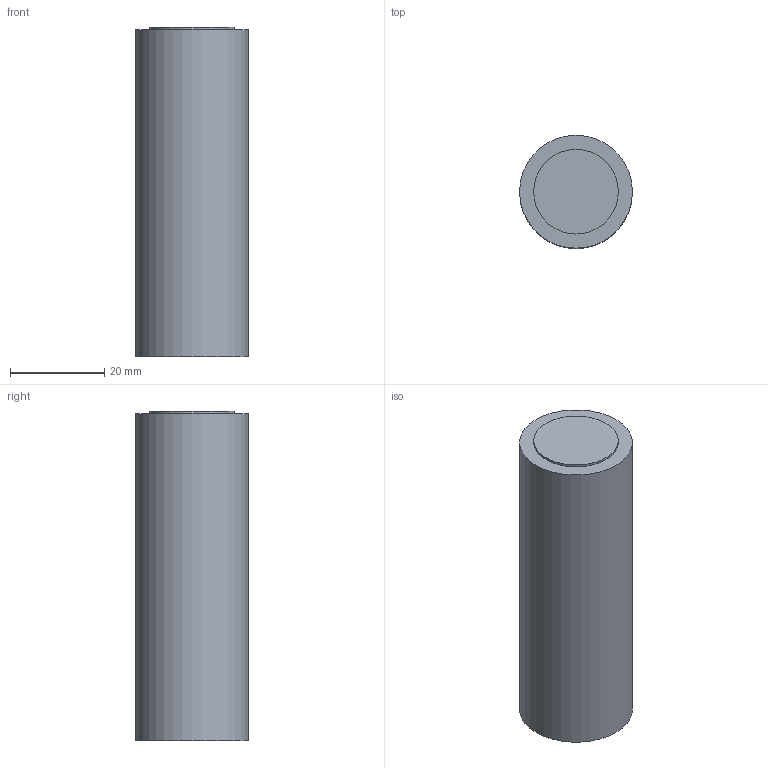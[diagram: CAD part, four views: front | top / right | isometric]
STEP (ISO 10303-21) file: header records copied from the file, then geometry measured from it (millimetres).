
FILE_DESCRIPTION(('FreeCAD Model'),'2;1');
FILE_NAME( 'D12-5.step', '2018-10-30T22:11:43',('Author'),(''), 'Open CASCADE STEP processor 7.2','FreeCAD','Unknown');
FILE_SCHEMA(('AUTOMOTIVE_DESIGN { 1 0 10303 214 1 1 1 1 }'));
Length unit declared in the file: millimetre
Products named in the file (7): Engine; Cilindro001; Cilindro; Cardboard; hole; Combustible; Propellent
Assembly tree (6 placements, depth 2):
  Engine
    Cilindro001
    Cilindro
    Cardboard
    hole
    Combustible
    Propellent
Bounding box: 24 x 24 x 70 mm (x, y, z)
Surface area: 29505.2 mm2
Topology: 6 solids, 6 shells, 21 faces, 24 edges, 16 vertices
Faces by surface type: plane 13, cylinder 8
Full cylindrical faces by diameter (mm): 4.75 x2, 18 x4, 24 x2
Entity records: 946 total; most frequent: DIRECTION 144, CARTESIAN_POINT 116, ORIENTED_EDGE 48, PCURVE 48, DEFINITIONAL_REPRESENTATION 48, AXIS2_PLACEMENT_3D 44, LINE 40, VECTOR 40
